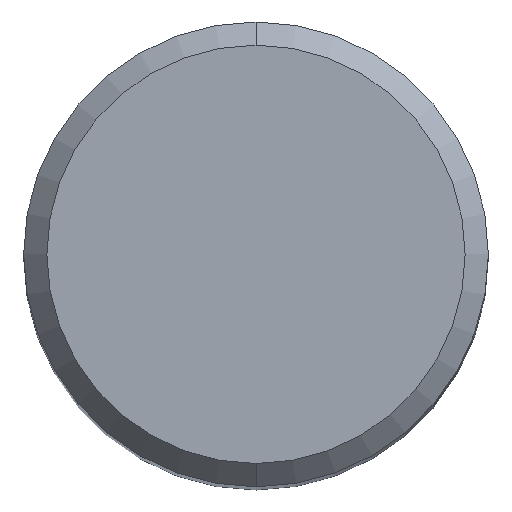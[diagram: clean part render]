
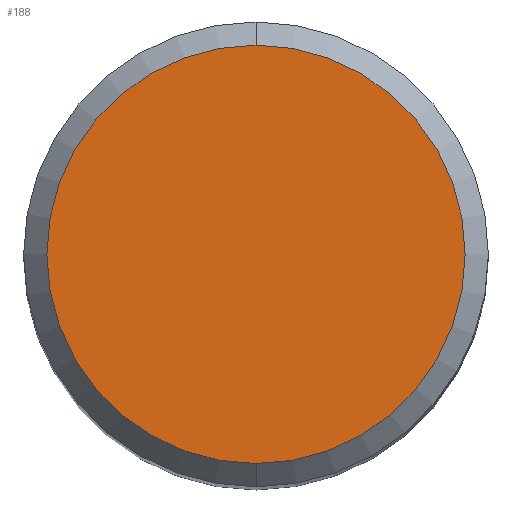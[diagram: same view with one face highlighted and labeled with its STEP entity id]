
A CAD part, top view. The second image highlights one B-rep face of the part: STEP entity #188.
In plain terms, the highlighted planar face has unit normal (0, 0, 1).
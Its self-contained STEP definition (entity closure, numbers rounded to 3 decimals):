
#166=VERTEX_POINT('',#369);
#184=EDGE_CURVE('',#222,#166,#388,.T.);
#188=ADVANCED_FACE('',(#392),#393,.T.);
#198=EDGE_CURVE('',#166,#222,#403,.T.);
#222=VERTEX_POINT('',#432);
#369=CARTESIAN_POINT('',(0.0,4.5,0.0));
#388=CIRCLE('',#629,4.5);
#392=FACE_OUTER_BOUND('',#633,.T.);
#393=PLANE('',#634);
#403=CIRCLE('',#648,4.5);
#432=CARTESIAN_POINT('',(0.,-4.5,0.0));
#629=AXIS2_PLACEMENT_3D('',#875,#876,#877);
#633=EDGE_LOOP('',(#879,#880));
#634=AXIS2_PLACEMENT_3D('',#881,#882,#883);
#648=AXIS2_PLACEMENT_3D('',#887,#888,#889);
#875=CARTESIAN_POINT('',(0.0,0.0,0.0));
#876=DIRECTION('',(0.0,0.0,-1.0));
#877=DIRECTION('',(0.0,1.0,0.0));
#879=ORIENTED_EDGE('',*,*,#198,.F.);
#880=ORIENTED_EDGE('',*,*,#184,.F.);
#881=CARTESIAN_POINT('',(0.0,2.25,0.0));
#882=DIRECTION('',(-0.0,0.0,1.0));
#883=DIRECTION('',(0.0,-1.0,0.0));
#887=CARTESIAN_POINT('',(0.0,0.0,0.0));
#888=DIRECTION('',(0.0,0.0,-1.0));
#889=DIRECTION('',(0.0,1.0,0.0));
